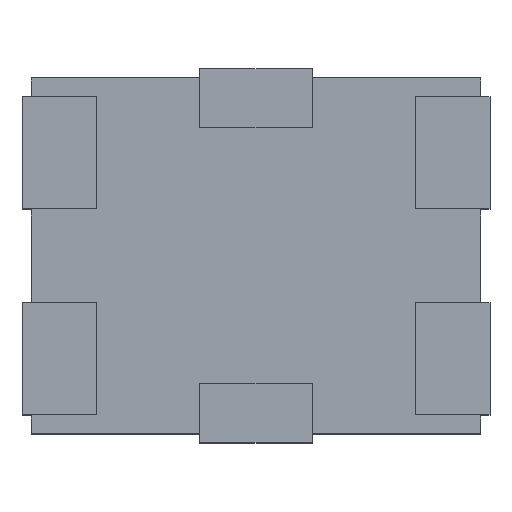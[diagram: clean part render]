
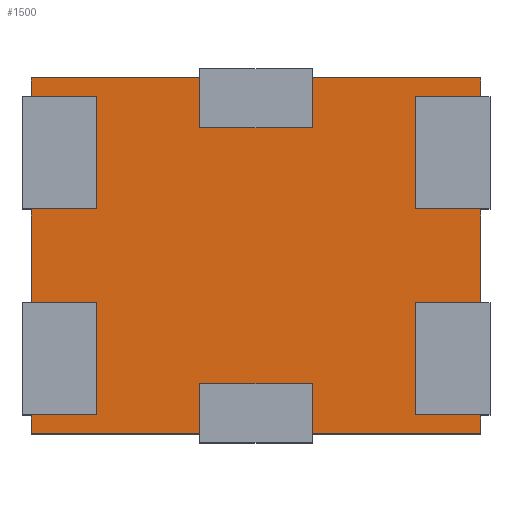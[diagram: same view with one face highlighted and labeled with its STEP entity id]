
A CAD part, top view. The second image highlights one B-rep face of the part: STEP entity #1500.
In plain terms, the highlighted face is planar.
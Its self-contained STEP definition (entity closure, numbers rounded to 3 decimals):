
#272=ORIENTED_EDGE('',*,*,#353,.F.);
#273=ORIENTED_EDGE('',*,*,#346,.T.);
#274=ORIENTED_EDGE('',*,*,#488,.T.);
#275=ORIENTED_EDGE('',*,*,#485,.F.);
#276=ORIENTED_EDGE('',*,*,#393,.T.);
#277=ORIENTED_EDGE('',*,*,#400,.T.);
#278=ORIENTED_EDGE('',*,*,#383,.F.);
#279=ORIENTED_EDGE('',*,*,#474,.F.);
#280=ORIENTED_EDGE('',*,*,#430,.F.);
#281=ORIENTED_EDGE('',*,*,#441,.F.);
#282=ORIENTED_EDGE('',*,*,#434,.T.);
#283=ORIENTED_EDGE('',*,*,#482,.F.);
#284=ORIENTED_EDGE('',*,*,#471,.F.);
#285=ORIENTED_EDGE('',*,*,#372,.F.);
#286=ORIENTED_EDGE('',*,*,#374,.T.);
#287=ORIENTED_EDGE('',*,*,#360,.T.);
#288=ORIENTED_EDGE('',*,*,#489,.F.);
#289=ORIENTED_EDGE('',*,*,#477,.T.);
#290=ORIENTED_EDGE('',*,*,#460,.F.);
#291=ORIENTED_EDGE('',*,*,#462,.T.);
#292=ORIENTED_EDGE('',*,*,#448,.T.);
#293=ORIENTED_EDGE('',*,*,#483,.T.);
#294=ORIENTED_EDGE('',*,*,#407,.T.);
#295=ORIENTED_EDGE('',*,*,#422,.F.);
#296=ORIENTED_EDGE('',*,*,#413,.F.);
#297=ORIENTED_EDGE('',*,*,#479,.T.);
#298=ORIENTED_EDGE('',*,*,#469,.T.);
#299=ORIENTED_EDGE('',*,*,#342,.F.);
#342=EDGE_CURVE('',#498,#499,#602,.T.);
#346=EDGE_CURVE('',#503,#502,#606,.T.);
#353=EDGE_CURVE('',#503,#498,#613,.T.);
#360=EDGE_CURVE('',#511,#510,#620,.T.);
#372=EDGE_CURVE('',#522,#523,#632,.T.);
#374=EDGE_CURVE('',#522,#511,#634,.T.);
#383=EDGE_CURVE('',#527,#528,#643,.T.);
#393=EDGE_CURVE('',#538,#537,#653,.T.);
#400=EDGE_CURVE('',#537,#528,#660,.T.);
#407=EDGE_CURVE('',#546,#545,#667,.T.);
#413=EDGE_CURVE('',#551,#552,#673,.T.);
#422=EDGE_CURVE('',#552,#545,#682,.T.);
#430=EDGE_CURVE('',#562,#563,#690,.T.);
#434=EDGE_CURVE('',#567,#566,#694,.T.);
#441=EDGE_CURVE('',#567,#562,#701,.T.);
#448=EDGE_CURVE('',#575,#574,#708,.T.);
#460=EDGE_CURVE('',#586,#587,#720,.T.);
#462=EDGE_CURVE('',#586,#575,#722,.T.);
#469=EDGE_CURVE('',#589,#499,#729,.T.);
#471=EDGE_CURVE('',#523,#590,#731,.T.);
#474=EDGE_CURVE('',#563,#527,#734,.T.);
#477=EDGE_CURVE('',#593,#587,#737,.T.);
#479=EDGE_CURVE('',#551,#589,#739,.T.);
#482=EDGE_CURVE('',#590,#566,#742,.T.);
#483=EDGE_CURVE('',#574,#546,#743,.T.);
#485=EDGE_CURVE('',#538,#594,#745,.T.);
#488=EDGE_CURVE('',#502,#594,#748,.T.);
#489=EDGE_CURVE('',#593,#510,#749,.T.);
#498=VERTEX_POINT('',#1848);
#499=VERTEX_POINT('',#1850);
#502=VERTEX_POINT('',#1857);
#503=VERTEX_POINT('',#1859);
#510=VERTEX_POINT('',#1885);
#511=VERTEX_POINT('',#1887);
#522=VERTEX_POINT('',#1910);
#523=VERTEX_POINT('',#1912);
#527=VERTEX_POINT('',#1932);
#528=VERTEX_POINT('',#1934);
#537=VERTEX_POINT('',#1953);
#538=VERTEX_POINT('',#1955);
#545=VERTEX_POINT('',#1981);
#546=VERTEX_POINT('',#1983);
#551=VERTEX_POINT('',#1994);
#552=VERTEX_POINT('',#1996);
#562=VERTEX_POINT('',#2028);
#563=VERTEX_POINT('',#2030);
#566=VERTEX_POINT('',#2037);
#567=VERTEX_POINT('',#2039);
#574=VERTEX_POINT('',#2065);
#575=VERTEX_POINT('',#2067);
#586=VERTEX_POINT('',#2090);
#587=VERTEX_POINT('',#2092);
#589=VERTEX_POINT('',#2109);
#590=VERTEX_POINT('',#2113);
#593=VERTEX_POINT('',#2124);
#594=VERTEX_POINT('',#2137);
#602=LINE('',#1849,#758);
#606=LINE('',#1858,#762);
#613=LINE('',#1871,#769);
#620=LINE('',#1886,#776);
#632=LINE('',#1911,#788);
#634=LINE('',#1915,#790);
#643=LINE('',#1933,#799);
#653=LINE('',#1954,#809);
#660=LINE('',#1967,#816);
#667=LINE('',#1982,#823);
#673=LINE('',#1995,#829);
#682=LINE('',#2012,#838);
#690=LINE('',#2029,#846);
#694=LINE('',#2038,#850);
#701=LINE('',#2051,#857);
#708=LINE('',#2066,#864);
#720=LINE('',#2091,#876);
#722=LINE('',#2095,#878);
#729=LINE('',#2108,#885);
#731=LINE('',#2112,#887);
#734=LINE('',#2118,#890);
#737=LINE('',#2123,#893);
#739=LINE('',#2127,#895);
#742=LINE('',#2131,#898);
#743=LINE('',#2133,#899);
#745=LINE('',#2136,#901);
#748=LINE('',#2142,#904);
#749=LINE('',#2143,#905);
#758=VECTOR('',#1576,1000.);
#762=VECTOR('',#1582,1000.);
#769=VECTOR('',#1591,1000.);
#776=VECTOR('',#1608,1000.);
#788=VECTOR('',#1622,1000.);
#790=VECTOR('',#1626,1000.);
#799=VECTOR('',#1645,1000.);
#809=VECTOR('',#1657,1000.);
#816=VECTOR('',#1672,1000.);
#823=VECTOR('',#1683,1000.);
#829=VECTOR('',#1691,1000.);
#838=VECTOR('',#1708,1000.);
#846=VECTOR('',#1720,1000.);
#850=VECTOR('',#1726,1000.);
#857=VECTOR('',#1735,1000.);
#864=VECTOR('',#1752,1000.);
#876=VECTOR('',#1766,1000.);
#878=VECTOR('',#1770,1000.);
#885=VECTOR('',#1787,1000.);
#887=VECTOR('',#1791,1000.);
#890=VECTOR('',#1796,1000.);
#893=VECTOR('',#1801,1000.);
#895=VECTOR('',#1805,1000.);
#898=VECTOR('',#1810,1000.);
#899=VECTOR('',#1813,1000.);
#901=VECTOR('',#1817,1000.);
#904=VECTOR('',#1822,1000.);
#905=VECTOR('',#1823,1000.);
#958=EDGE_LOOP('',(#272,#273,#274,#275,#276,#277,#278,#279,#280,#281,#282,
#283,#284,#285,#286,#287,#288,#289,#290,#291,#292,#293,#294,#295,#296,#297,
#298,#299));
#1012=FACE_BOUND('',#958,.T.);
#1066=PLANE('',#1561);
#1500=ADVANCED_FACE('',(#1012),#1066,.F.);
#1561=AXIS2_PLACEMENT_3D('',#2141,#1820,#1821);
#1576=DIRECTION('',(0.,1.,0.));
#1582=DIRECTION('',(0.,1.,0.));
#1591=DIRECTION('',(-1.,0.,0.));
#1608=DIRECTION('',(0.,-1.,0.));
#1622=DIRECTION('',(0.,-1.,0.));
#1626=DIRECTION('',(-1.,0.,0.));
#1645=DIRECTION('',(-1.,0.,0.));
#1657=DIRECTION('',(-1.,0.,0.));
#1672=DIRECTION('',(0.,-1.,0.));
#1683=DIRECTION('',(1.,0.,0.));
#1691=DIRECTION('',(1.,0.,0.));
#1708=DIRECTION('',(0.,-1.,0.));
#1720=DIRECTION('',(1.,0.,0.));
#1726=DIRECTION('',(1.,0.,0.));
#1735=DIRECTION('',(0.,1.,0.));
#1752=DIRECTION('',(-1.,0.,0.));
#1766=DIRECTION('',(-1.,0.,0.));
#1770=DIRECTION('',(0.,1.,0.));
#1787=DIRECTION('',(1.,0.,0.));
#1791=DIRECTION('',(1.,0.,0.));
#1796=DIRECTION('',(0.,1.,0.));
#1801=DIRECTION('',(0.,1.,0.));
#1805=DIRECTION('',(0.,1.,0.));
#1810=DIRECTION('',(0.,1.,0.));
#1813=DIRECTION('',(0.,1.,0.));
#1817=DIRECTION('',(0.,1.,0.));
#1820=DIRECTION('',(0.,0.,1.));
#1821=DIRECTION('',(1.,0.,0.));
#1822=DIRECTION('',(1.,0.,0.));
#1823=DIRECTION('',(1.,0.,0.));
#1848=CARTESIAN_POINT('',(-0.15,0.342,-0.375));
#1849=CARTESIAN_POINT('',(-0.15,0.475,-0.375));
#1850=CARTESIAN_POINT('',(-0.15,0.475,-0.375));
#1857=CARTESIAN_POINT('',(0.15,0.475,-0.375));
#1858=CARTESIAN_POINT('',(0.15,0.475,-0.375));
#1859=CARTESIAN_POINT('',(0.15,0.342,-0.375));
#1871=CARTESIAN_POINT('',(0.15,0.342,-0.375));
#1885=CARTESIAN_POINT('',(-0.15,-0.475,-0.375));
#1886=CARTESIAN_POINT('',(-0.15,-0.475,-0.375));
#1887=CARTESIAN_POINT('',(-0.15,-0.342,-0.375));
#1910=CARTESIAN_POINT('',(0.15,-0.342,-0.375));
#1911=CARTESIAN_POINT('',(0.15,-0.475,-0.375));
#1912=CARTESIAN_POINT('',(0.15,-0.475,-0.375));
#1915=CARTESIAN_POINT('',(0.15,-0.342,-0.375));
#1932=CARTESIAN_POINT('',(0.6,0.125,-0.375));
#1933=CARTESIAN_POINT('',(0.6,0.125,-0.375));
#1934=CARTESIAN_POINT('',(0.425,0.125,-0.375));
#1953=CARTESIAN_POINT('',(0.425,0.425,-0.375));
#1954=CARTESIAN_POINT('',(0.6,0.425,-0.375));
#1955=CARTESIAN_POINT('',(0.6,0.425,-0.375));
#1967=CARTESIAN_POINT('',(0.425,0.425,-0.375));
#1981=CARTESIAN_POINT('',(-0.425,0.125,-0.375));
#1982=CARTESIAN_POINT('',(-0.6,0.125,-0.375));
#1983=CARTESIAN_POINT('',(-0.6,0.125,-0.375));
#1994=CARTESIAN_POINT('',(-0.6,0.425,-0.375));
#1995=CARTESIAN_POINT('',(-0.6,0.425,-0.375));
#1996=CARTESIAN_POINT('',(-0.425,0.425,-0.375));
#2012=CARTESIAN_POINT('',(-0.425,0.425,-0.375));
#2028=CARTESIAN_POINT('',(0.425,-0.125,-0.375));
#2029=CARTESIAN_POINT('',(0.425,-0.125,-0.375));
#2030=CARTESIAN_POINT('',(0.6,-0.125,-0.375));
#2037=CARTESIAN_POINT('',(0.6,-0.425,-0.375));
#2038=CARTESIAN_POINT('',(0.425,-0.425,-0.375));
#2039=CARTESIAN_POINT('',(0.425,-0.425,-0.375));
#2051=CARTESIAN_POINT('',(0.425,-0.425,-0.375));
#2065=CARTESIAN_POINT('',(-0.6,-0.125,-0.375));
#2066=CARTESIAN_POINT('',(-0.425,-0.125,-0.375));
#2067=CARTESIAN_POINT('',(-0.425,-0.125,-0.375));
#2090=CARTESIAN_POINT('',(-0.425,-0.425,-0.375));
#2091=CARTESIAN_POINT('',(-0.425,-0.425,-0.375));
#2092=CARTESIAN_POINT('',(-0.6,-0.425,-0.375));
#2095=CARTESIAN_POINT('',(-0.425,-0.425,-0.375));
#2108=CARTESIAN_POINT('',(-0.6,0.475,-0.375));
#2109=CARTESIAN_POINT('',(-0.6,0.475,-0.375));
#2112=CARTESIAN_POINT('',(-0.6,-0.475,-0.375));
#2113=CARTESIAN_POINT('',(0.6,-0.475,-0.375));
#2118=CARTESIAN_POINT('',(0.6,-0.475,-0.375));
#2123=CARTESIAN_POINT('',(-0.6,-0.475,-0.375));
#2124=CARTESIAN_POINT('',(-0.6,-0.475,-0.375));
#2127=CARTESIAN_POINT('',(-0.6,-0.475,-0.375));
#2131=CARTESIAN_POINT('',(0.6,-0.475,-0.375));
#2133=CARTESIAN_POINT('',(-0.6,-0.475,-0.375));
#2136=CARTESIAN_POINT('',(0.6,-0.475,-0.375));
#2137=CARTESIAN_POINT('',(0.6,0.475,-0.375));
#2141=CARTESIAN_POINT('',(-0.6,-0.475,-0.375));
#2142=CARTESIAN_POINT('',(-0.6,0.475,-0.375));
#2143=CARTESIAN_POINT('',(-0.6,-0.475,-0.375));
